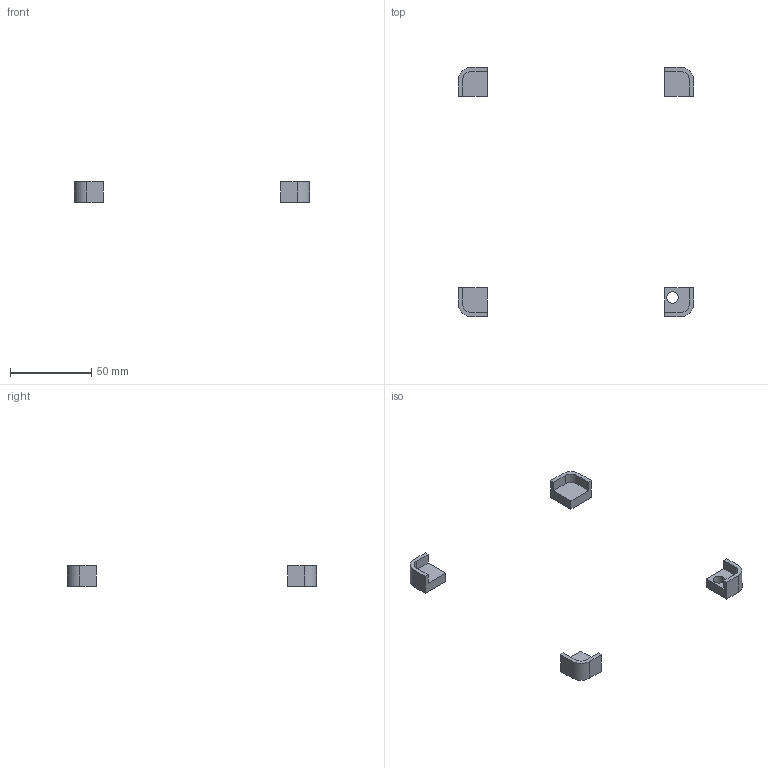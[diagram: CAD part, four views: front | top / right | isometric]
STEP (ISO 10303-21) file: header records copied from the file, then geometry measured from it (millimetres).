
FILE_DESCRIPTION(/* description */ ('Alibre Inc.'),/* implementation_level */ '2;1');
FILE_NAME(/* name */ 'export-929E50A7-5684-4574-A4F3-C7463CB41171',/* time_stamp */ '2023-12-10T23:05:07-07:00',/* author */ (''),/* organization */ (''),/* preprocessor_version */ 'ST-DEVELOPER v17',/* originating_system */ 'Alibre',/* authorisation */ '');
FILE_SCHEMA (('CONFIG_CONTROL_DESIGN'));
Length unit declared in the file: centimetre
Bounding box: 144.78 x 153.42 x 12.7 mm (x, y, z)
Volume: 9446.4 mm3; surface area: 5897.8 mm2
Topology: 4 solids, 4 shells, 45 faces, 112 edges, 75 vertices
Faces by surface type: plane 36, cylinder 9
Full cylindrical faces by diameter (mm): 7.112 x1
Entity records: 1365 total; most frequent: CARTESIAN_POINT 229, ORIENTED_EDGE 220, DIRECTION 182, EDGE_CURVE 110, VECTOR 92, LINE 92, VERTEX_POINT 74, AXIS2_PLACEMENT_3D 63
